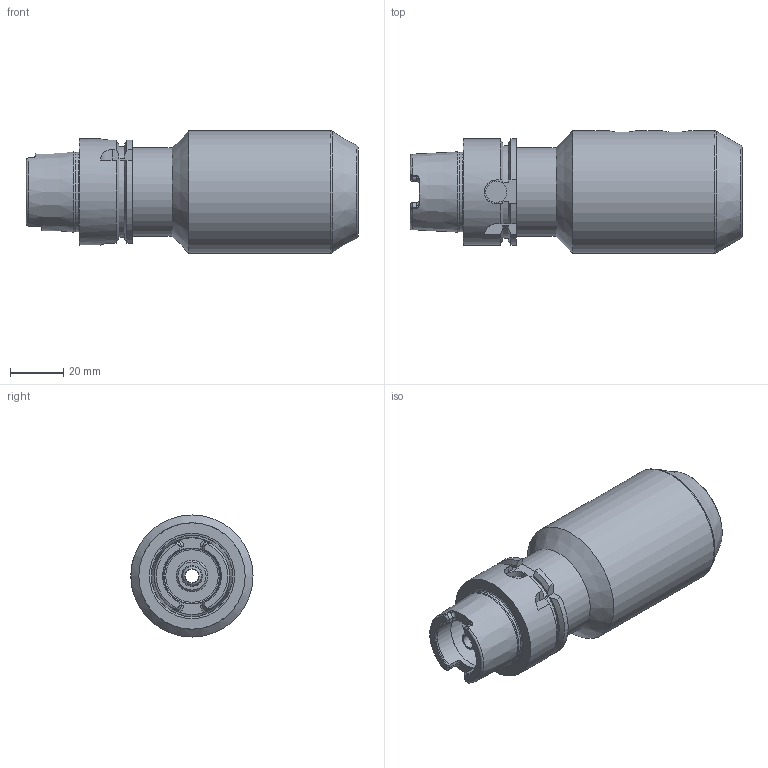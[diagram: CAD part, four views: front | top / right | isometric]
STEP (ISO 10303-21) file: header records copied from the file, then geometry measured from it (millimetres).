
FILE_DESCRIPTION((''),'2;1');
FILE_NAME('542013125105-3D.stp','2020-07-08T10:38:37',('nttooll'),(''),'Autodesk Inventor 2012','Autodesk Inventor 2012','');
FILE_SCHEMA(('AUTOMOTIVE_DESIGN { 1 0 10303 214 1 1 1 1 }'));
Length unit declared in the file: millimetre
Products named in the file (1): 542013125105-3D
Bounding box: 125 x 46 x 46 mm (x, y, z)
Volume: 113573 mm3; surface area: 28377.5 mm2
Topology: 1 solids, 1 shells, 152 faces, 363 edges, 221 vertices
Faces by surface type: plane 53, cylinder 45, cone 34, torus 20
Full cylindrical faces by diameter (mm): 5 x3, 5.103 x1, 5.774 x2, 6.5 x1, 7.5 x1, 8 x2, 10 x2, 12 x1, 14 x1, 21 x1, 21.8 x1, 25 x1, 25.4 x1, 25.5 x1, 29.8 x1, 33.5 x1, 40 x1, 46 x1
Entity records: 4251 total; most frequent: CARTESIAN_POINT 984, DIRECTION 701, ORIENTED_EDGE 598, EDGE_CURVE 299, AXIS2_PLACEMENT_3D 295, EDGE_LOOP 217, VERTEX_POINT 212, FACE_OUTER_BOUND 152
